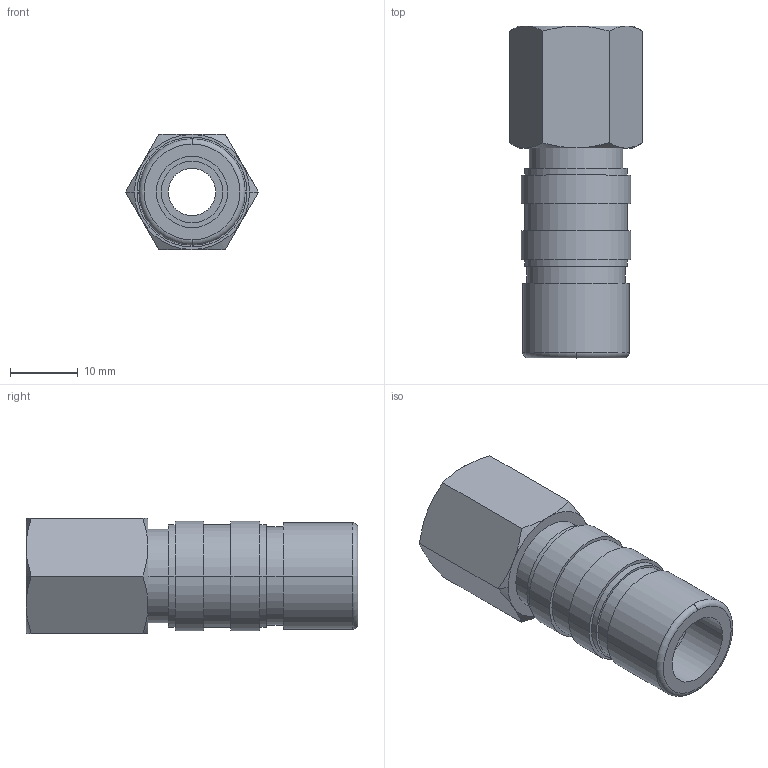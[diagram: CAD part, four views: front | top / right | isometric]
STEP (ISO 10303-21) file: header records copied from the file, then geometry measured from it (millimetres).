
FILE_DESCRIPTION(('STEP AP214'),'1');
FILE_NAME('esmk_14_iabg.stp','2020-03-05T09:18:26',('TraceParts'),('TraceParts S.A.'),'Spatial InterOp 3D',' ',' ');
FILE_SCHEMA(('automotive_design'));
Length unit declared in the file: millimetre
Products named in the file (1): 1
Bounding box: 19.63 x 49 x 17 mm (x, y, z)
Volume: 6797.4 mm3; surface area: 4676.7 mm2
Topology: 1 solids, 1 shells, 66 faces, 139 edges, 87 vertices
Faces by surface type: cylinder 26, plane 20, cone 18, torus 2
Entity records: 2356 total; most frequent: CARTESIAN_POINT 389, DIRECTION 326, ORIENTED_EDGE 278, AXIS2_PLACEMENT_3D 144, EDGE_CURVE 139, VERTEX_POINT 87, EDGE_LOOP 80, CIRCLE 77
